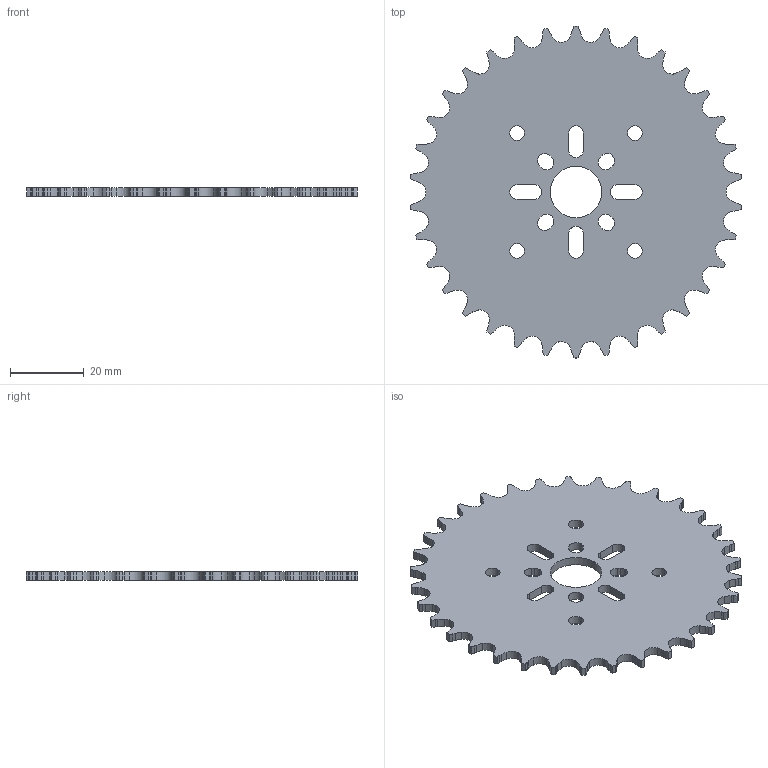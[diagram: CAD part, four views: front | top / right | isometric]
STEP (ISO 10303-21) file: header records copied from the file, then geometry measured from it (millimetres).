
FILE_DESCRIPTION (( 'STEP AP203' ), '1' );
FILE_NAME ('3311-0014-0034.STEP', '2018-04-26T02:00:35', ( '' ), ( '' ), 'SwSTEP 2.0', 'SolidWorks 2016', '' );
FILE_SCHEMA (( 'CONFIG_CONTROL_DESIGN' ));
Length unit declared in the file: millimetre
Products named in the file (1): 3311-0014-0034
Bounding box: 89.91 x 90.2 x 2.36 mm (x, y, z)
Volume: 12437.2 mm3; surface area: 12126 mm2
Topology: 1 solids, 1 shells, 343 faces, 1023 edges, 682 vertices
Faces by surface type: cylinder 257, plane 86
Entity records: 11920 total; most frequent: DIRECTION 2225, CARTESIAN_POINT 2049, ORIENTED_EDGE 2046, EDGE_CURVE 1023, AXIS2_PLACEMENT_3D 858, VERTEX_POINT 682, CIRCLE 514, LINE 509
